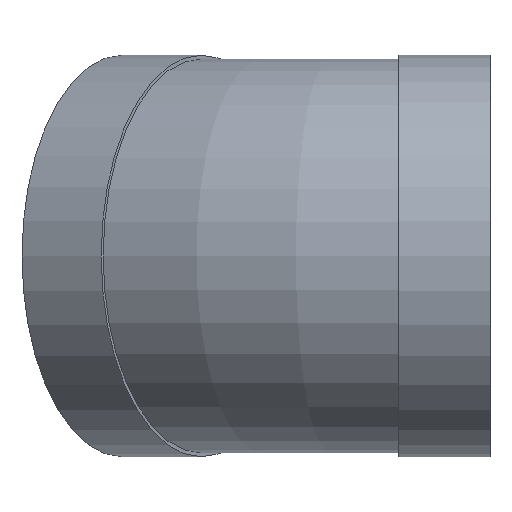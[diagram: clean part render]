
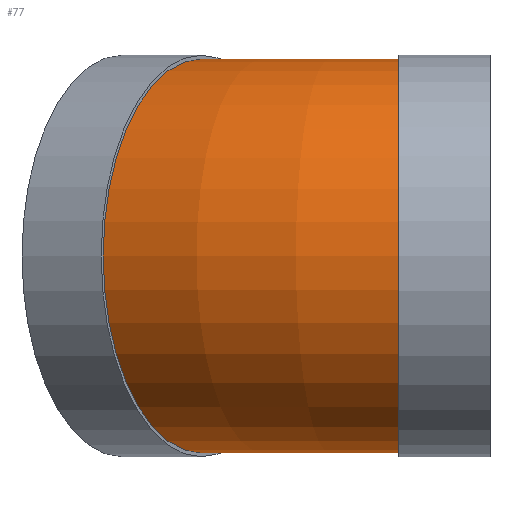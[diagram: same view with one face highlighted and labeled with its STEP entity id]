
A CAD part, left-side view. The second image highlights one B-rep face of the part: STEP entity #77.
In plain terms, the highlighted toroidal (fillet/blend) face has major radius 180 mm and minor radius 90 mm.
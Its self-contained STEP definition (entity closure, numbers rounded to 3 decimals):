
#77 = ADVANCED_FACE( '', ( #150, #151 ), #152, .T. );
#150 = FACE_OUTER_BOUND( '', #212, .T. );
#151 = FACE_OUTER_BOUND( '', #213, .T. );
#152 = TOROIDAL_SURFACE( '', #214, 180., 90. );
#212 = EDGE_LOOP( '', ( #280 ) );
#213 = EDGE_LOOP( '', ( #281 ) );
#214 = AXIS2_PLACEMENT_3D( '', #282, #283, #284 );
#280 = ORIENTED_EDGE( '', *, *, #308, .T. );
#281 = ORIENTED_EDGE( '', *, *, #306, .F. );
#282 = CARTESIAN_POINT( '', ( 180., 41.8, 0. ) );
#283 = DIRECTION( '', ( 0., 0., -1. ) );
#284 = DIRECTION( '', ( -1., 0., 0. ) );
#306 = EDGE_CURVE( '', #335, #335, #336, .T. );
#308 = EDGE_CURVE( '', #338, #338, #339, .T. );
#335 = VERTEX_POINT( '', #371 );
#336 = CIRCLE( '', #372, 90. );
#338 = VERTEX_POINT( '', #374 );
#339 = CIRCLE( '', #375, 90. );
#371 = CARTESIAN_POINT( '', ( 102.058, 86.8, 0. ) );
#372 = AXIS2_PLACEMENT_3D( '', #409, #410, #411 );
#374 = CARTESIAN_POINT( '', ( 90., 41.8, 0. ) );
#375 = AXIS2_PLACEMENT_3D( '', #412, #413, #414 );
#409 = CARTESIAN_POINT( '', ( 24.115, 131.8, 0. ) );
#410 = DIRECTION( '', ( 0.5, 0.866, 0. ) );
#411 = DIRECTION( '', ( 0.866, -0.5, 0. ) );
#412 = CARTESIAN_POINT( '', ( 0., 41.8, 0. ) );
#413 = DIRECTION( '', ( 0., 1., 0. ) );
#414 = DIRECTION( '', ( 1., 0., 0. ) );
